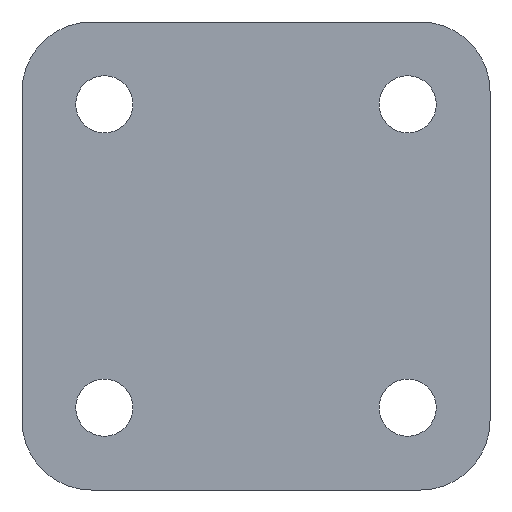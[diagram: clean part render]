
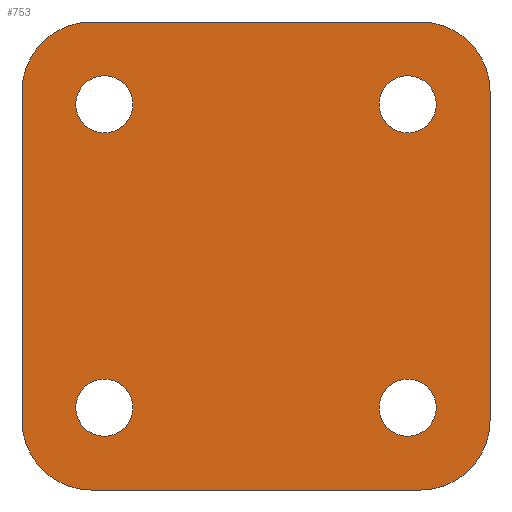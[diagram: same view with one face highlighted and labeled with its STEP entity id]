
A CAD part, front view. The second image highlights one B-rep face of the part: STEP entity #753.
In plain terms, the highlighted planar face has unit normal (0, -1, 0).
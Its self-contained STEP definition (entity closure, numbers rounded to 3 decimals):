
#25=LINE('',#1209,#57);
#30=LINE('',#1226,#62);
#34=LINE('',#1240,#66);
#38=LINE('',#1254,#70);
#57=VECTOR('',#961,1000.);
#62=VECTOR('',#976,1000.);
#66=VECTOR('',#990,1000.);
#70=VECTOR('',#1004,1000.);
#94=PLANE('',#848);
#190=ORIENTED_EDGE('',*,*,#358,.F.);
#191=ORIENTED_EDGE('',*,*,#359,.F.);
#192=ORIENTED_EDGE('',*,*,#360,.F.);
#193=ORIENTED_EDGE('',*,*,#361,.F.);
#194=ORIENTED_EDGE('',*,*,#323,.F.);
#195=ORIENTED_EDGE('',*,*,#348,.F.);
#196=ORIENTED_EDGE('',*,*,#345,.F.);
#197=ORIENTED_EDGE('',*,*,#341,.F.);
#198=ORIENTED_EDGE('',*,*,#338,.F.);
#199=ORIENTED_EDGE('',*,*,#334,.F.);
#200=ORIENTED_EDGE('',*,*,#331,.F.);
#201=ORIENTED_EDGE('',*,*,#327,.F.);
#323=EDGE_CURVE('',#413,#414,#25,.T.);
#327=EDGE_CURVE('',#414,#417,#479,.T.);
#331=EDGE_CURVE('',#417,#420,#30,.T.);
#334=EDGE_CURVE('',#420,#422,#482,.T.);
#338=EDGE_CURVE('',#422,#425,#34,.T.);
#341=EDGE_CURVE('',#425,#427,#485,.T.);
#345=EDGE_CURVE('',#427,#430,#38,.T.);
#348=EDGE_CURVE('',#430,#413,#488,.T.);
#358=EDGE_CURVE('',#440,#440,#494,.F.);
#359=EDGE_CURVE('',#441,#441,#495,.F.);
#360=EDGE_CURVE('',#442,#442,#496,.F.);
#361=EDGE_CURVE('',#443,#443,#497,.F.);
#413=VERTEX_POINT('',#1210);
#414=VERTEX_POINT('',#1211);
#417=VERTEX_POINT('',#1219);
#420=VERTEX_POINT('',#1227);
#422=VERTEX_POINT('',#1233);
#425=VERTEX_POINT('',#1241);
#427=VERTEX_POINT('',#1247);
#430=VERTEX_POINT('',#1255);
#440=VERTEX_POINT('',#1281);
#441=VERTEX_POINT('',#1283);
#442=VERTEX_POINT('',#1285);
#443=VERTEX_POINT('',#1287);
#479=CIRCLE('',#826,8.);
#482=CIRCLE('',#831,8.);
#485=CIRCLE('',#836,8.);
#488=CIRCLE('',#841,8.);
#494=CIRCLE('',#849,3.3);
#495=CIRCLE('',#850,3.3);
#496=CIRCLE('',#851,3.3);
#497=CIRCLE('',#852,3.3);
#546=EDGE_LOOP('',(#190));
#547=EDGE_LOOP('',(#191));
#548=EDGE_LOOP('',(#192));
#549=EDGE_LOOP('',(#193));
#550=EDGE_LOOP('',(#194,#195,#196,#197,#198,#199,#200,#201));
#640=FACE_BOUND('',#546,.T.);
#641=FACE_BOUND('',#547,.T.);
#642=FACE_BOUND('',#548,.T.);
#643=FACE_BOUND('',#549,.T.);
#644=FACE_BOUND('',#550,.T.);
#753=ADVANCED_FACE('',(#640,#641,#642,#643,#644),#94,.F.);
#826=AXIS2_PLACEMENT_3D('',#1218,#967,#968);
#831=AXIS2_PLACEMENT_3D('',#1232,#981,#982);
#836=AXIS2_PLACEMENT_3D('',#1246,#995,#996);
#841=AXIS2_PLACEMENT_3D('',#1260,#1009,#1010);
#848=AXIS2_PLACEMENT_3D('',#1279,#1027,#1028);
#849=AXIS2_PLACEMENT_3D('',#1280,#1029,#1030);
#850=AXIS2_PLACEMENT_3D('',#1282,#1031,#1032);
#851=AXIS2_PLACEMENT_3D('',#1284,#1033,#1034);
#852=AXIS2_PLACEMENT_3D('',#1286,#1035,#1036);
#961=DIRECTION('',(0.,0.,1.));
#967=DIRECTION('',(0.,1.,0.));
#968=DIRECTION('',(1.,0.,0.));
#976=DIRECTION('',(1.,0.,0.));
#981=DIRECTION('',(0.,1.,0.));
#982=DIRECTION('',(1.,0.,0.));
#990=DIRECTION('',(0.,0.,-1.));
#995=DIRECTION('',(0.,1.,0.));
#996=DIRECTION('',(1.,0.,0.));
#1004=DIRECTION('',(-1.,0.,0.));
#1009=DIRECTION('',(0.,1.,0.));
#1010=DIRECTION('',(1.,0.,0.));
#1027=DIRECTION('',(0.,1.,0.));
#1028=DIRECTION('',(0.,0.,1.));
#1029=DIRECTION('',(0.,1.,0.));
#1030=DIRECTION('',(0.,0.,1.));
#1031=DIRECTION('',(0.,1.,0.));
#1032=DIRECTION('',(0.,0.,1.));
#1033=DIRECTION('',(0.,1.,0.));
#1034=DIRECTION('',(0.,0.,1.));
#1035=DIRECTION('',(0.,1.,0.));
#1036=DIRECTION('',(0.,0.,1.));
#1209=CARTESIAN_POINT('',(-27.,0.,-19.));
#1210=CARTESIAN_POINT('',(-27.,0.,-19.));
#1211=CARTESIAN_POINT('',(-27.,0.,19.));
#1218=CARTESIAN_POINT('',(-19.,0.,19.));
#1219=CARTESIAN_POINT('',(-19.,0.,27.));
#1226=CARTESIAN_POINT('',(-19.,0.,27.));
#1227=CARTESIAN_POINT('',(19.,0.,27.));
#1232=CARTESIAN_POINT('',(19.,0.,19.));
#1233=CARTESIAN_POINT('',(27.,0.,19.));
#1240=CARTESIAN_POINT('',(27.,0.,19.));
#1241=CARTESIAN_POINT('',(27.,0.,-19.));
#1246=CARTESIAN_POINT('',(19.,0.,-19.));
#1247=CARTESIAN_POINT('',(19.,0.,-27.));
#1254=CARTESIAN_POINT('',(19.,0.,-27.));
#1255=CARTESIAN_POINT('',(-19.,0.,-27.));
#1260=CARTESIAN_POINT('',(-19.,0.,-19.));
#1279=CARTESIAN_POINT('',(-19.,0.,19.));
#1280=CARTESIAN_POINT('',(-17.5,0.,-17.5));
#1281=CARTESIAN_POINT('',(-17.5,0.,-14.2));
#1282=CARTESIAN_POINT('',(17.5,0.,-17.5));
#1283=CARTESIAN_POINT('',(17.5,0.,-14.2));
#1284=CARTESIAN_POINT('',(-17.5,0.,17.5));
#1285=CARTESIAN_POINT('',(-17.5,0.,20.8));
#1286=CARTESIAN_POINT('',(17.5,0.,17.5));
#1287=CARTESIAN_POINT('',(17.5,0.,20.8));
